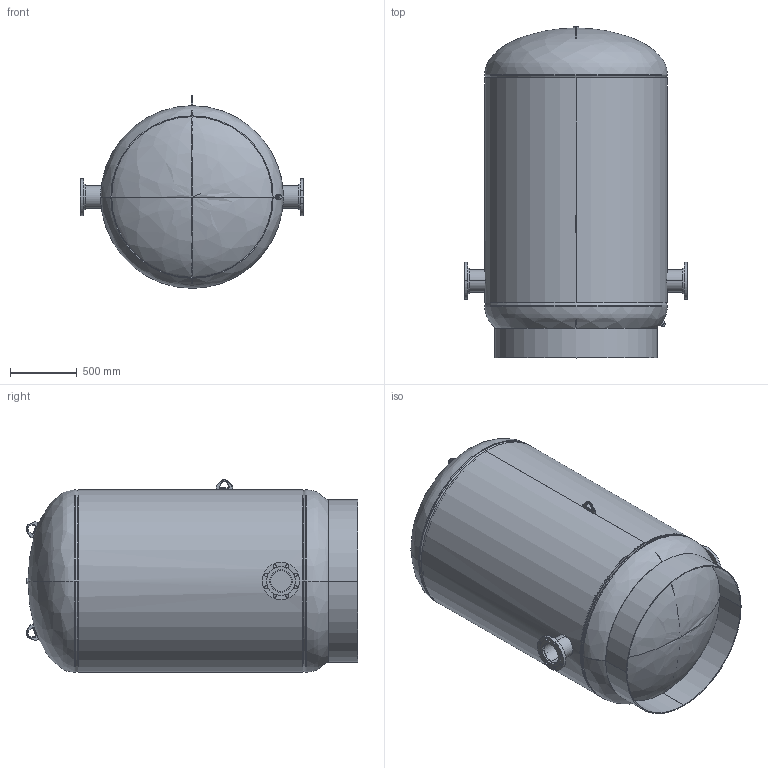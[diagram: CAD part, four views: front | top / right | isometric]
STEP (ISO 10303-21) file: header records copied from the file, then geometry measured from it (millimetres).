
FILE_DESCRIPTION (( 'STEP AP203' ), '1' );
FILE_NAME ('CBT-850-6F.STEP', '2021-03-22T17:08:33', ( '' ), ( '' ), 'SwSTEP 2.0', 'SolidWorks 2021', '' );
FILE_SCHEMA (( 'CONFIG_CONTROL_DESIGN' ));
Length unit declared in the file: inch
Products named in the file (13): 9500050; 55Q0577; 9301110_7; CBT-850-6F; 9455054; 99B0080; PLUGS_9500150; SORF FLANGES ASME B16.5_6 150# SA-105; 9200243; 55K0266; 9400542; 9500040
Assembly tree (27 placements, depth 2):
  CBT-850-6F
    99B0080
    9200243
    9200243
    9500040
    9500050
    PLUGS_9500150
    9301110_7  x2
    SORF FLANGES ASME B16.5_6 150# SA-105  x2
    9455054
    55K0266  x12
    9400542  x3
    55Q0577
Bounding box: 1676.4 x 2491.56 x 1447.23 mm (x, y, z)
Volume: 109028150.8 mm3; surface area: 30301149 mm2
Topology: 27 solids, 27 shells, 459 faces, 1038 edges, 634 vertices
Faces by surface type: cylinder 193, plane 152, torus 76, cone 24, bspline 14
Entity records: 12377 total; most frequent: CARTESIAN_POINT 5050, DIRECTION 1272, ORIENTED_EDGE 1076, EDGE_CURVE 538, AXIS2_PLACEMENT_3D 529, VERTEX_POINT 330, CIRCLE 278, EDGE_LOOP 272
